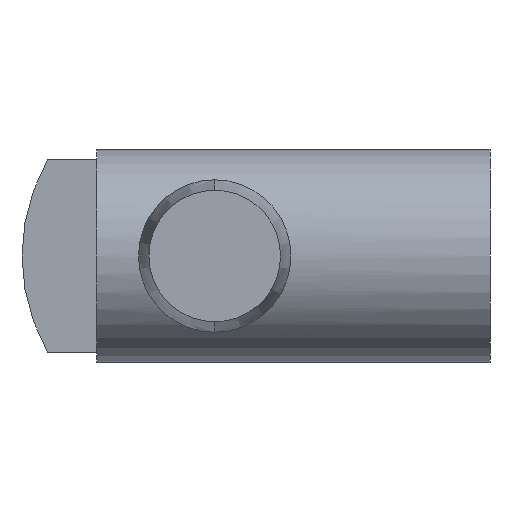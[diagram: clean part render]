
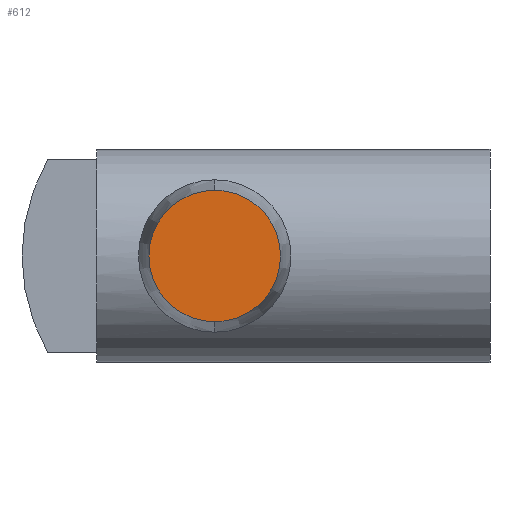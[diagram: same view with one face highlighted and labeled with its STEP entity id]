
A CAD part, left-side view. The second image highlights one B-rep face of the part: STEP entity #612.
In plain terms, the highlighted planar face has unit normal (-1, 0, 0).
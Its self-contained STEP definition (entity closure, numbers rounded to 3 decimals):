
#65 = VERTEX_POINT ( 'NONE', #333 ) ;
#250 = CARTESIAN_POINT ( 'NONE',  ( -42., 0., 3.346 ) ) ;
#304 = CARTESIAN_POINT ( 'NONE',  ( -42., -1.673, 0. ) ) ;
#311 = DIRECTION ( 'NONE',  ( 0., 0., -1. ) ) ;
#328 = EDGE_LOOP ( 'NONE', ( #668, #638 ) ) ;
#333 = CARTESIAN_POINT ( 'NONE',  ( -42., 0., -3.346 ) ) ;
#430 = DIRECTION ( 'NONE',  ( 1., 0., 0. ) ) ;
#432 = EDGE_CURVE ( 'NONE', #65, #1153, #1103, .T. ) ;
#554 = CIRCLE ( 'NONE', #935, 3.346 ) ;
#612 = ADVANCED_FACE ( 'NONE', ( #1256 ), #714, .T. ) ;
#615 = AXIS2_PLACEMENT_3D ( 'NONE', #1152, #430, #1252 ) ;
#638 = ORIENTED_EDGE ( 'NONE', *, *, #954, .F. ) ;
#668 = ORIENTED_EDGE ( 'NONE', *, *, #432, .F. ) ;
#714 = PLANE ( 'NONE',  #1194 ) ;
#935 = AXIS2_PLACEMENT_3D ( 'NONE', #1325, #1220, #311 ) ;
#954 = EDGE_CURVE ( 'NONE', #1153, #65, #554, .T. ) ;
#1023 = DIRECTION ( 'NONE',  ( -1., 0., 0. ) ) ;
#1103 = CIRCLE ( 'NONE', #615, 3.346 ) ;
#1152 = CARTESIAN_POINT ( 'NONE',  ( -42., 0., 0. ) ) ;
#1153 = VERTEX_POINT ( 'NONE', #250 ) ;
#1194 = AXIS2_PLACEMENT_3D ( 'NONE', #304, #1023, #1226 ) ;
#1220 = DIRECTION ( 'NONE',  ( 1., 0., 0. ) ) ;
#1226 = DIRECTION ( 'NONE',  ( 0., 0., 1. ) ) ;
#1252 = DIRECTION ( 'NONE',  ( 0., 0., -1. ) ) ;
#1256 = FACE_OUTER_BOUND ( 'NONE', #328, .T. ) ;
#1325 = CARTESIAN_POINT ( 'NONE',  ( -42., 0., 0. ) ) ;
